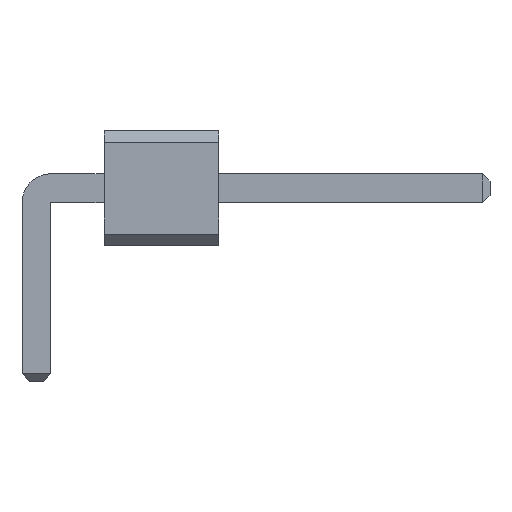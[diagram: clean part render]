
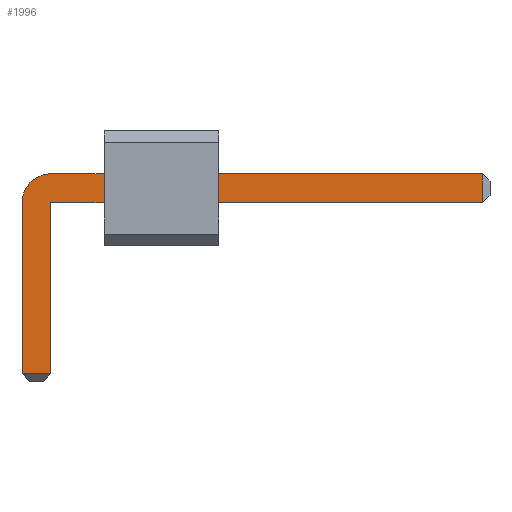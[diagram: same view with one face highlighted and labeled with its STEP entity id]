
A CAD part, front view. The second image highlights one B-rep face of the part: STEP entity #1996.
In plain terms, the highlighted planar face has unit normal (0, -1, 0).
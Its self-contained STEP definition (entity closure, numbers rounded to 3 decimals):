
#13=DIRECTION('',(0.,0.,1.));
#841=VECTOR('',#13,1.);
#1796=VECTOR('',#1797,1.);
#1797=DIRECTION('',(1.,0.,0.));
#1803=VECTOR('',#1804,1.);
#1804=DIRECTION('',(0.,0.,-1.));
#1811=VECTOR('',#1812,1.);
#1812=DIRECTION('',(-1.,0.,0.));
#1833=DIRECTION('',(-0.,1.,0.));
#1837=DIRECTION('',(0.,1.,0.));
#1838=DIRECTION('',(1.,0.,0.));
#1845=VERTEX_POINT('',#1846);
#1846=CARTESIAN_POINT('',(0.32,-33.34,1.59));
#1848=ORIENTED_EDGE('',*,*,#1849,.T.);
#1849=EDGE_CURVE('',#1845,#1850,#1852,.T.);
#1850=VERTEX_POINT('',#1851);
#1851=CARTESIAN_POINT('',(9.88,-33.34,1.59));
#1852=LINE('',#1853,#1796);
#1853=CARTESIAN_POINT('',(-0.32,-33.34,1.59));
#1891=EDGE_CURVE('',#1892,#1845,#1894,.T.);
#1892=VERTEX_POINT('',#1893);
#1893=CARTESIAN_POINT('',(-0.32,-33.34,0.95));
#1894=CIRCLE('',#1895,0.64);
#1895=AXIS2_PLACEMENT_3D('',#1896,#1833,#1804);
#1896=CARTESIAN_POINT('',(0.32,-33.34,0.95));
#1908=VERTEX_POINT('',#1909);
#1909=CARTESIAN_POINT('',(9.88,-33.34,0.95));
#1911=ORIENTED_EDGE('',*,*,#1912,.T.);
#1912=EDGE_CURVE('',#1908,#1913,#1914,.T.);
#1913=VERTEX_POINT('',#1896);
#1914=LINE('',#1915,#1811);
#1915=CARTESIAN_POINT('',(10.04,-33.34,0.95));
#1927=VERTEX_POINT('',#1928);
#1928=CARTESIAN_POINT('',(-0.32,-33.34,-2.84));
#1930=ORIENTED_EDGE('',*,*,#1931,.T.);
#1931=EDGE_CURVE('',#1927,#1892,#1932,.T.);
#1932=LINE('',#1933,#841);
#1933=CARTESIAN_POINT('',(-0.32,-33.34,-3.));
#1941=ORIENTED_EDGE('',*,*,#1942,.T.);
#1942=EDGE_CURVE('',#1913,#1943,#1945,.T.);
#1943=VERTEX_POINT('',#1944);
#1944=CARTESIAN_POINT('',(0.32,-33.34,-2.84));
#1945=LINE('',#1896,#1803);
#1996=ADVANCED_FACE('',(#1997),#2006,.F.);
#1997=FACE_BOUND('',#1998,.F.);
#1998=EDGE_LOOP('',(#1848,#1999,#1911,#1941,#2002,#1930,#2005));
#1999=ORIENTED_EDGE('',*,*,#2000,.T.);
#2000=EDGE_CURVE('',#1850,#1908,#2001,.T.);
#2001=LINE('',#1851,#1803);
#2002=ORIENTED_EDGE('',*,*,#2003,.T.);
#2003=EDGE_CURVE('',#1943,#1927,#2004,.T.);
#2004=LINE('',#1944,#1811);
#2005=ORIENTED_EDGE('',*,*,#1891,.T.);
#2006=PLANE('',#2007);
#2007=AXIS2_PLACEMENT_3D('',#2008,#1837,#1838);
#2008=CARTESIAN_POINT('',(3.576,-33.34,0.579));
